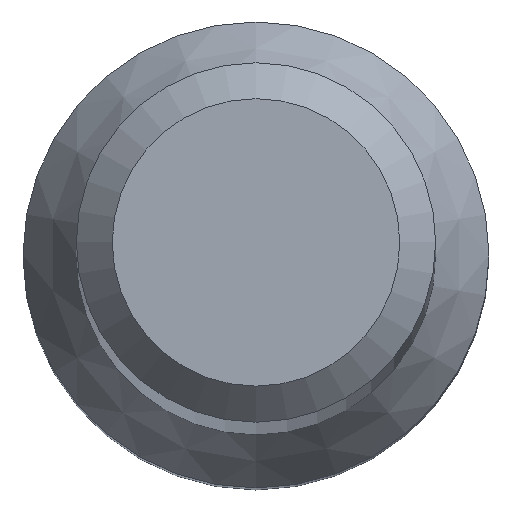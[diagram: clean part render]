
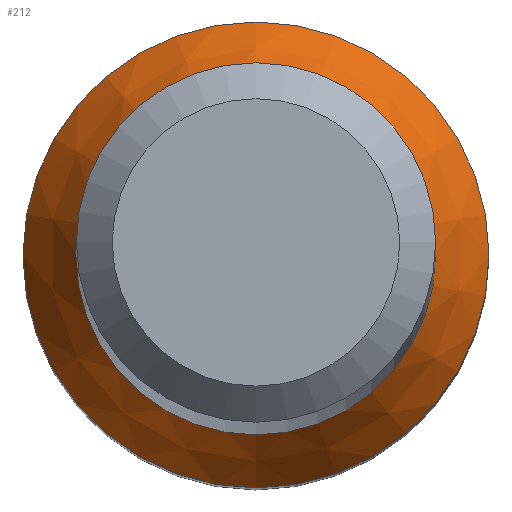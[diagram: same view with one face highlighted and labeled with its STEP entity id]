
A CAD part, top view. The second image highlights one B-rep face of the part: STEP entity #212.
In plain terms, the highlighted conical face has half-angle 30 degrees and reference radius 1.945 mm.
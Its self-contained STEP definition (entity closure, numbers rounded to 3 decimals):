
#21 = EDGE_LOOP ( 'NONE', ( #224 ) ) ;
#27 = EDGE_CURVE ( 'NONE', #287, #287, #32, .T. ) ;
#32 = CIRCLE ( 'NONE', #176, 1.5 ) ;
#35 = DIRECTION ( 'NONE',  ( 0., 0., -1. ) ) ;
#46 = EDGE_LOOP ( 'NONE', ( #204 ) ) ;
#52 = AXIS2_PLACEMENT_3D ( 'NONE', #105, #35, #128 ) ;
#58 = CIRCLE ( 'NONE', #52, 1.945 ) ;
#61 = CARTESIAN_POINT ( 'NONE',  ( 0., 1.945, 10. ) ) ;
#62 = DIRECTION ( 'NONE',  ( 0., 0., -1. ) ) ;
#70 = DIRECTION ( 'NONE',  ( 0., 1., 0. ) ) ;
#75 = CARTESIAN_POINT ( 'NONE',  ( 0., 0., 10. ) ) ;
#83 = EDGE_CURVE ( 'NONE', #168, #168, #58, .T. ) ;
#84 = CARTESIAN_POINT ( 'NONE',  ( 0., 0., 10.771 ) ) ;
#95 = FACE_BOUND ( 'NONE', #21, .T. ) ;
#97 = CARTESIAN_POINT ( 'NONE',  ( 0., 1.5, 10.771 ) ) ;
#105 = CARTESIAN_POINT ( 'NONE',  ( 0., 0., 10. ) ) ;
#114 = AXIS2_PLACEMENT_3D ( 'NONE', #75, #137, #188 ) ;
#128 = DIRECTION ( 'NONE',  ( 0., 1., 0. ) ) ;
#137 = DIRECTION ( 'NONE',  ( 0., 0., -1. ) ) ;
#168 = VERTEX_POINT ( 'NONE', #61 ) ;
#176 = AXIS2_PLACEMENT_3D ( 'NONE', #84, #62, #70 ) ;
#177 = CONICAL_SURFACE ( 'NONE', #114, 1.945, 0.524 ) ;
#188 = DIRECTION ( 'NONE',  ( 0., 1., 0. ) ) ;
#204 = ORIENTED_EDGE ( 'NONE', *, *, #83, .F. ) ;
#212 = ADVANCED_FACE ( 'NONE', ( #95, #240 ), #177, .T. ) ;
#224 = ORIENTED_EDGE ( 'NONE', *, *, #27, .T. ) ;
#240 = FACE_OUTER_BOUND ( 'NONE', #46, .T. ) ;
#287 = VERTEX_POINT ( 'NONE', #97 ) ;
